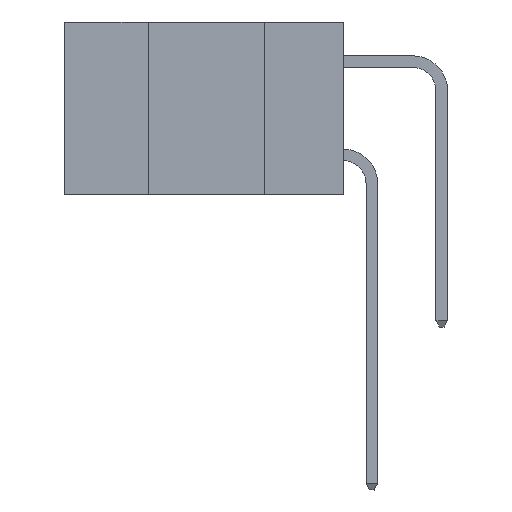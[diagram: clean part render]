
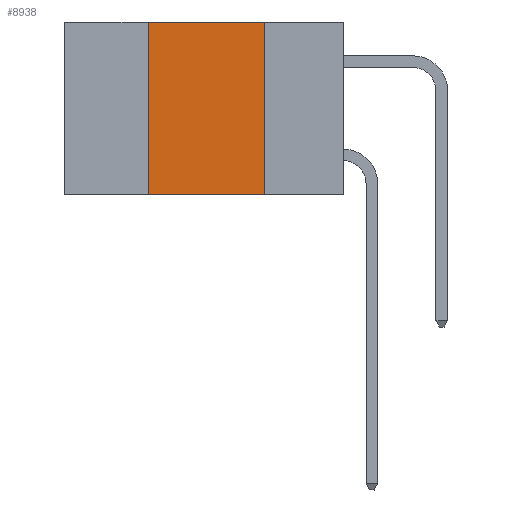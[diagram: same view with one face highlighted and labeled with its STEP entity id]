
A CAD part, left-side view. The second image highlights one B-rep face of the part: STEP entity #8938.
In plain terms, the highlighted planar face has unit normal (-1, 0, 0).
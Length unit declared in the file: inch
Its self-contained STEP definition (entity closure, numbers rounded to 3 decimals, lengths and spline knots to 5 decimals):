
#372 = VECTOR ( 'NONE', #8594, 39.37008 ) ;
#654 = VERTEX_POINT ( 'NONE', #16020 ) ;
#875 = LINE ( 'NONE', #4439, #8602 ) ;
#1286 = DIRECTION ( 'NONE',  ( 0., 0., 1. ) ) ;
#1789 = EDGE_CURVE ( 'NONE', #3023, #3125, #6038, .T. ) ;
#1844 = EDGE_CURVE ( 'NONE', #654, #3125, #875, .T. ) ;
#1848 = EDGE_CURVE ( 'NONE', #14597, #654, #12327, .T. ) ;
#2726 = ORIENTED_EDGE ( 'NONE', *, *, #1844, .F. ) ;
#3023 = VERTEX_POINT ( 'NONE', #6986 ) ;
#3125 = VERTEX_POINT ( 'NONE', #7490 ) ;
#4395 = CARTESIAN_POINT ( 'NONE',  ( 0., 0.6, 0. ) ) ;
#4439 = CARTESIAN_POINT ( 'NONE',  ( 0., 0.17, 0. ) ) ;
#5099 = DIRECTION ( 'NONE',  ( 0., -1., 0. ) ) ;
#5457 = CARTESIAN_POINT ( 'NONE',  ( 0., 0.6, -0.37 ) ) ;
#5677 = ORIENTED_EDGE ( 'NONE', *, *, #7174, .F. ) ;
#6038 = LINE ( 'NONE', #5457, #16933 ) ;
#6728 = FACE_OUTER_BOUND ( 'NONE', #16302, .T. ) ;
#6923 = DIRECTION ( 'NONE',  ( 0., 0., -1. ) ) ;
#6986 = CARTESIAN_POINT ( 'NONE',  ( 0., 0.42, -0.37 ) ) ;
#7174 = EDGE_CURVE ( 'NONE', #3023, #14597, #10115, .T. ) ;
#7490 = CARTESIAN_POINT ( 'NONE',  ( 0., 0.17, -0.37 ) ) ;
#8594 = DIRECTION ( 'NONE',  ( 0., -1., 0. ) ) ;
#8602 = VECTOR ( 'NONE', #6923, 39.37008 ) ;
#8938 = ADVANCED_FACE ( 'NONE', ( #6728 ), #12473, .F. ) ;
#10115 = LINE ( 'NONE', #17906, #17611 ) ;
#11664 = ORIENTED_EDGE ( 'NONE', *, *, #1848, .F. ) ;
#12097 = CARTESIAN_POINT ( 'NONE',  ( 0., 0.6, 0. ) ) ;
#12234 = AXIS2_PLACEMENT_3D ( 'NONE', #12097, #12253, #12280 ) ;
#12253 = DIRECTION ( 'NONE',  ( 1., 0., 0. ) ) ;
#12280 = DIRECTION ( 'NONE',  ( 0., 0., -1. ) ) ;
#12327 = LINE ( 'NONE', #4395, #372 ) ;
#12473 = PLANE ( 'NONE',  #12234 ) ;
#14597 = VERTEX_POINT ( 'NONE', #15046 ) ;
#15046 = CARTESIAN_POINT ( 'NONE',  ( 0., 0.42, 0. ) ) ;
#15313 = ORIENTED_EDGE ( 'NONE', *, *, #1789, .T. ) ;
#16020 = CARTESIAN_POINT ( 'NONE',  ( 0., 0.17, 0. ) ) ;
#16302 = EDGE_LOOP ( 'NONE', ( #2726, #11664, #5677, #15313 ) ) ;
#16933 = VECTOR ( 'NONE', #5099, 39.37008 ) ;
#17611 = VECTOR ( 'NONE', #1286, 39.37008 ) ;
#17906 = CARTESIAN_POINT ( 'NONE',  ( 0., 0.42, 0. ) ) ;
